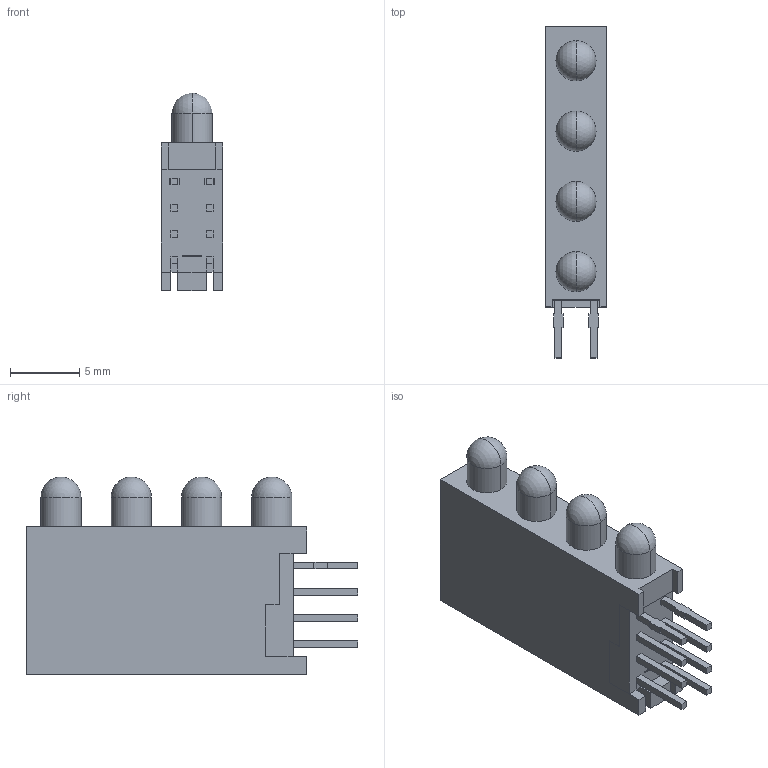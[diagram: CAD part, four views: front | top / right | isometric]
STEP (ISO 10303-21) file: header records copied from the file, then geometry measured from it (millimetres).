
FILE_DESCRIPTION (( 'STEP AP214' ), '1' );
FILE_NAME ('XWA4Lxx147.STEP', '2015-09-09T17:59:49', ( '' ), ( '' ), 'SwSTEP 2.0', 'SolidWorks 2012', '' );
FILE_SCHEMA (( 'AUTOMOTIVE_DESIGN' ));
Length unit declared in the file: millimetre
Products named in the file (1): XWA4Lxx147
Bounding box: 4.46 x 23.98 x 14.3 mm (x, y, z)
Volume: 983 mm3; surface area: 1049.9 mm2
Topology: 3 solids, 3 shells, 314 faces, 850 edges, 560 vertices
Faces by surface type: plane 228, bspline 68, cylinder 10, sphere 8
Entity records: 15044 total; most frequent: CARTESIAN_POINT 4913, ORIENTED_EDGE 1668, DIRECTION 1220, EDGE_CURVE 834, VECTOR 670, LINE 670, VERTEX_POINT 552, EDGE_LOOP 340
